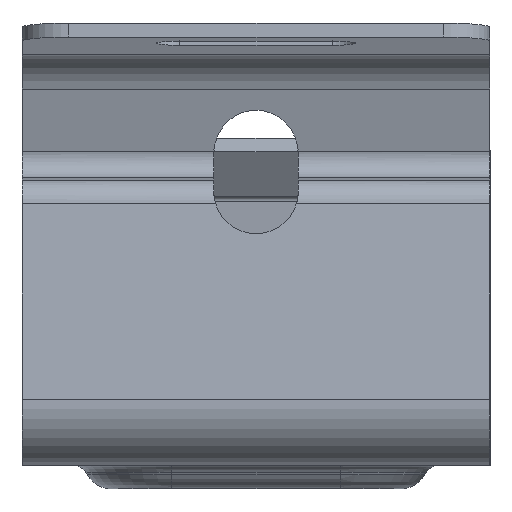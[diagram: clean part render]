
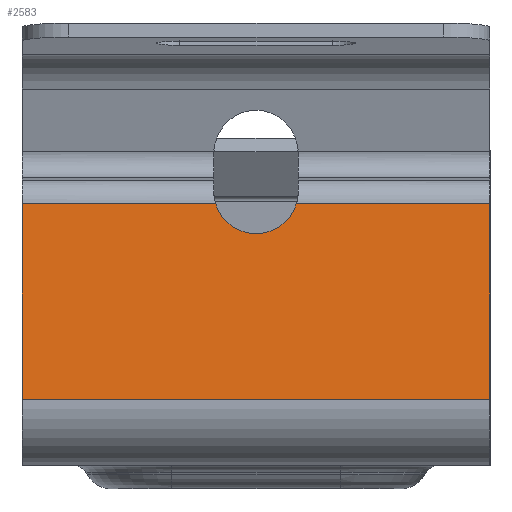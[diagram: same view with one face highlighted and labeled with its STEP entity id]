
A CAD part, left-side view. The second image highlights one B-rep face of the part: STEP entity #2583.
In plain terms, the highlighted planar face has unit normal (-0.996, 0, 0.087).
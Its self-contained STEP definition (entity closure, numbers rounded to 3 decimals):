
#479=DIRECTION('',(0.,-1.,0.));
#480=VECTOR('',#479,8.274);
#481=CARTESIAN_POINT('',(-40.024,10.,11.184));
#482=LINE('',#481,#480);
#494=CARTESIAN_POINT('',(-39.979,0.,11.694));
#495=DIRECTION('',(-0.996,0.,0.087));
#496=DIRECTION('',(-0.025,0.959,-0.283));
#497=AXIS2_PLACEMENT_3D('',#494,#495,#496);
#499=DIRECTION('',(0.,-1.,0.));
#500=VECTOR('',#499,20.);
#501=CARTESIAN_POINT('',(-40.755,10.,2.827));
#502=LINE('',#501,#500);
#511=DIRECTION('',(0.,-1.,0.));
#512=VECTOR('',#511,8.274);
#513=CARTESIAN_POINT('',(-40.024,-1.726,11.184));
#514=LINE('',#513,#512);
#642=DIRECTION('',(0.087,0.,0.996));
#643=VECTOR('',#642,8.39);
#644=CARTESIAN_POINT('',(-40.755,10.,2.827));
#645=LINE('',#644,#643);
#1053=DIRECTION('',(0.087,0.,0.996));
#1054=VECTOR('',#1053,8.39);
#1055=CARTESIAN_POINT('',(-40.755,-10.,2.827));
#1056=LINE('',#1055,#1054);
#1411=CARTESIAN_POINT('',(-40.755,10.,2.827));
#1412=VERTEX_POINT('',#1411);
#1413=CARTESIAN_POINT('',(-40.024,10.,11.184));
#1414=VERTEX_POINT('',#1413);
#1415=CARTESIAN_POINT('',(-40.755,-10.,2.827));
#1416=VERTEX_POINT('',#1415);
#1417=CARTESIAN_POINT('',(-40.024,-10.,11.184));
#1418=VERTEX_POINT('',#1417);
#1487=CARTESIAN_POINT('',(-40.024,1.726,11.184));
#1488=VERTEX_POINT('',#1487);
#1489=CARTESIAN_POINT('',(-40.024,-1.726,
11.184));
#1490=VERTEX_POINT('',#1489);
#2566=CARTESIAN_POINT('',(-40.755,10.,2.827));
#2567=DIRECTION('',(0.996,0.,-0.087));
#2568=DIRECTION('',(0.087,0.,0.996));
#2569=AXIS2_PLACEMENT_3D('',#2566,#2567,#2568);
#2570=PLANE('',#2569);
#2571=ORIENTED_EDGE('',*,*,#2554,.T.);
#2573=ORIENTED_EDGE('',*,*,#2572,.T.);
#2575=ORIENTED_EDGE('',*,*,#2574,.T.);
#2577=ORIENTED_EDGE('',*,*,#2576,.F.);
#2578=ORIENTED_EDGE('',*,*,#1859,.F.);
#2580=ORIENTED_EDGE('',*,*,#2579,.T.);
#2581=EDGE_LOOP('',(#2571,#2573,#2575,#2577,#2578,#2580));
#2582=FACE_OUTER_BOUND('',#2581,.F.);
#2583=ADVANCED_FACE('',(#2582),#2570,.F.);
#498=CIRCLE('',#497,1.8);
#1859=EDGE_CURVE('',#1412,#1416,#502,.T.);
#2554=EDGE_CURVE('',#1414,#1488,#482,.T.);
#2572=EDGE_CURVE('',#1488,#1490,#498,.T.);
#2574=EDGE_CURVE('',#1490,#1418,#514,.T.);
#2576=EDGE_CURVE('',#1416,#1418,#1056,.T.);
#2579=EDGE_CURVE('',#1412,#1414,#645,.T.);
